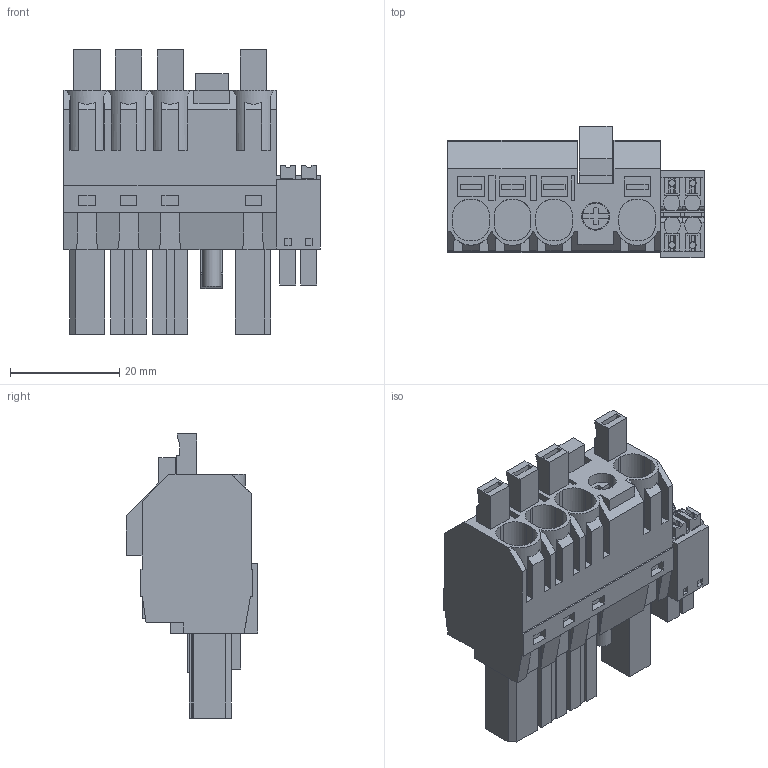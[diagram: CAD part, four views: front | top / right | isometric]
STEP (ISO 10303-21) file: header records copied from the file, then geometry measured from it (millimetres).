
FILE_DESCRIPTION(('CATIA V5 STEP Exchange','CAx-IF Rec.Pracs.--- Model Styling and Organization---1.4--- 2014-01-23'),'2;1');
FILE_NAME ('D1530247_1_1547600000_1547600000.stp','2023-09-07T12:38:37+00:00',('none'),('Weidmueller'),'CATIA Version 5-6 Release 2016 SP3 HF44','CATIA V5 STEP AP214','none');
FILE_SCHEMA(('AUTOMOTIVE_DESIGN { 1 0 10303 214 1 1 1 1 }'));
Length unit declared in the file: millimetre
Products named in the file (1): 1547600000
Bounding box: 47.03 x 24.13 x 52.11 mm (x, y, z)
Volume: 24095.8 mm3; surface area: 13461.6 mm2
Topology: 11 solids, 11 shells, 731 faces, 2027 edges, 1359 vertices
Faces by surface type: plane 665, cylinder 66
Entity records: 22143 total; most frequent: CARTESIAN_POINT 4342, ORIENTED_EDGE 4054, DIRECTION 2977, EDGE_CURVE 2027, VECTOR 1833, LINE 1833, VERTEX_POINT 1359, EDGE_LOOP 782
